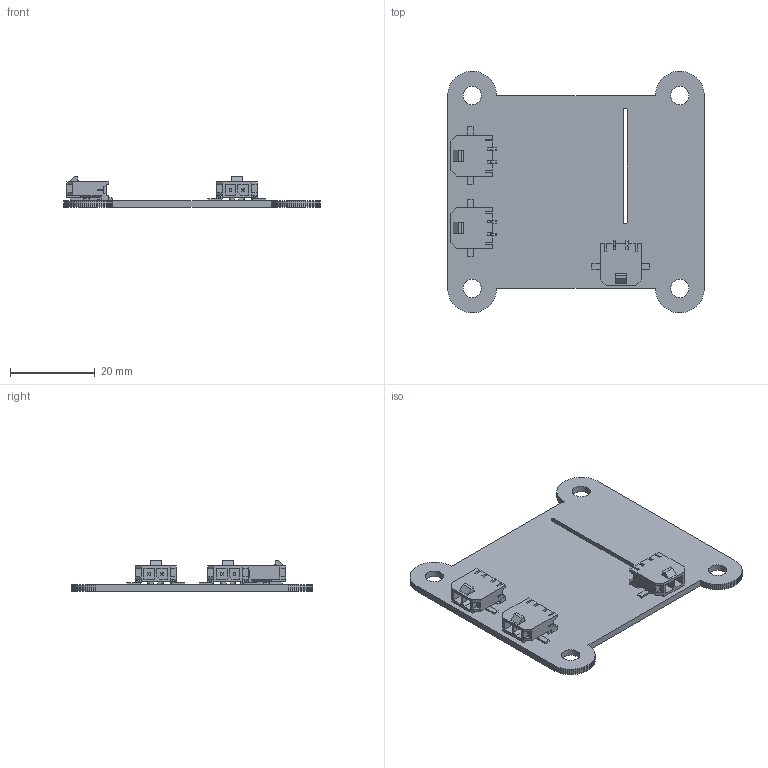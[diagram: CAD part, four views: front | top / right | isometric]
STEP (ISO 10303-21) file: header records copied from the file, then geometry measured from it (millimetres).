
FILE_DESCRIPTION(('KiCad electronic assembly'),'2;1');
FILE_NAME('ail.step','2023-11-09T18:39:00',('Pcbnew'),('Kicad'), 'Open CASCADE STEP processor 7.6','KiCad to STEP converter','Unknown' );
FILE_SCHEMA(('AUTOMOTIVE_DESIGN { 1 0 10303 214 1 1 1 1 }'));
Length unit declared in the file: millimetre
Products named in the file (4): ail 1; Molex-MicroFit-436500214; COMPOUND; ail PCB
Assembly tree (5 placements, depth 3):
  ail 1
    Molex-MicroFit-436500214  x3
      COMPOUND
    ail PCB
Bounding box: 60.5 x 57 x 7.3 mm (x, y, z)
Volume: 5313.5 mm3; surface area: 8146.6 mm2
Topology: 7 solids, 7 shells, 816 faces, 2385 edges, 1610 vertices
Faces by surface type: plane 761, cylinder 55
Full cylindrical faces by diameter (mm): 4.3 x4
Entity records: 28005 total; most frequent: CARTESIAN_POINT 4821, DIRECTION 4281, LINE 3357, VECTOR 3357, ORIENTED_EDGE 2294, PCURVE 2294, DEFINITIONAL_REPRESENTATION 2294, EDGE_CURVE 1147
